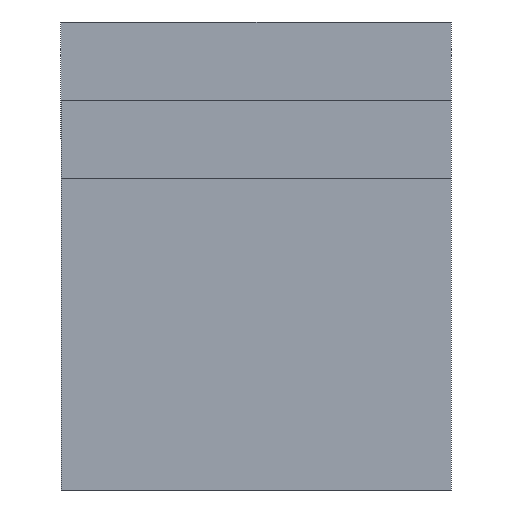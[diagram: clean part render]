
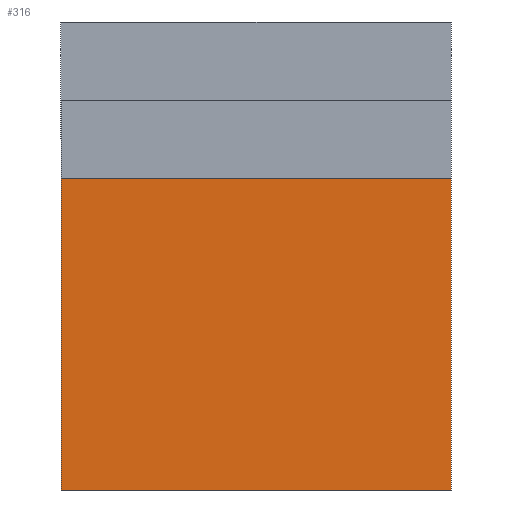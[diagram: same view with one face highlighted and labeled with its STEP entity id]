
A CAD part, left-side view. The second image highlights one B-rep face of the part: STEP entity #316.
In plain terms, the highlighted planar face has unit normal (-1, 0, 0).
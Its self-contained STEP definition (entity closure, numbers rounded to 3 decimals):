
#36=FACE_OUTER_BOUND('',#55,.T.);
#55=EDGE_LOOP('',(#262,#263,#264,#265));
#69=LINE('',#455,#107);
#83=LINE('',#485,#121);
#93=LINE('',#511,#131);
#94=LINE('',#512,#132);
#107=VECTOR('',#369,10.);
#121=VECTOR('',#393,10.);
#131=VECTOR('',#421,10.);
#132=VECTOR('',#422,10.);
#144=VERTEX_POINT('',#452);
#145=VERTEX_POINT('',#454);
#155=VERTEX_POINT('',#482);
#163=VERTEX_POINT('',#510);
#173=EDGE_CURVE('',#144,#145,#69,.T.);
#188=EDGE_CURVE('',#144,#155,#83,.T.);
#201=EDGE_CURVE('',#145,#163,#93,.T.);
#202=EDGE_CURVE('',#163,#155,#94,.T.);
#262=ORIENTED_EDGE('',*,*,#201,.F.);
#263=ORIENTED_EDGE('',*,*,#173,.F.);
#264=ORIENTED_EDGE('',*,*,#188,.T.);
#265=ORIENTED_EDGE('',*,*,#202,.F.);
#300=PLANE('',#350);
#316=ADVANCED_FACE('',(#36),#300,.F.);
#350=AXIS2_PLACEMENT_3D('',#509,#419,#420);
#369=DIRECTION('',(0.,0.,-1.));
#393=DIRECTION('',(0.,1.,0.));
#419=DIRECTION('center_axis',(1.,0.,0.));
#420=DIRECTION('ref_axis',(0.,1.,0.));
#421=DIRECTION('',(0.,1.,0.));
#422=DIRECTION('',(0.,0.,1.));
#452=CARTESIAN_POINT('',(10.,0.,8.));
#454=CARTESIAN_POINT('',(10.,0.,0.));
#455=CARTESIAN_POINT('',(10.,0.,0.));
#482=CARTESIAN_POINT('',(10.,10.,8.));
#485=CARTESIAN_POINT('',(10.,0.,8.));
#509=CARTESIAN_POINT('Origin',(10.,0.,0.));
#510=CARTESIAN_POINT('',(10.,10.,0.));
#511=CARTESIAN_POINT('',(10.,2.5,0.));
#512=CARTESIAN_POINT('',(10.,10.,0.));
